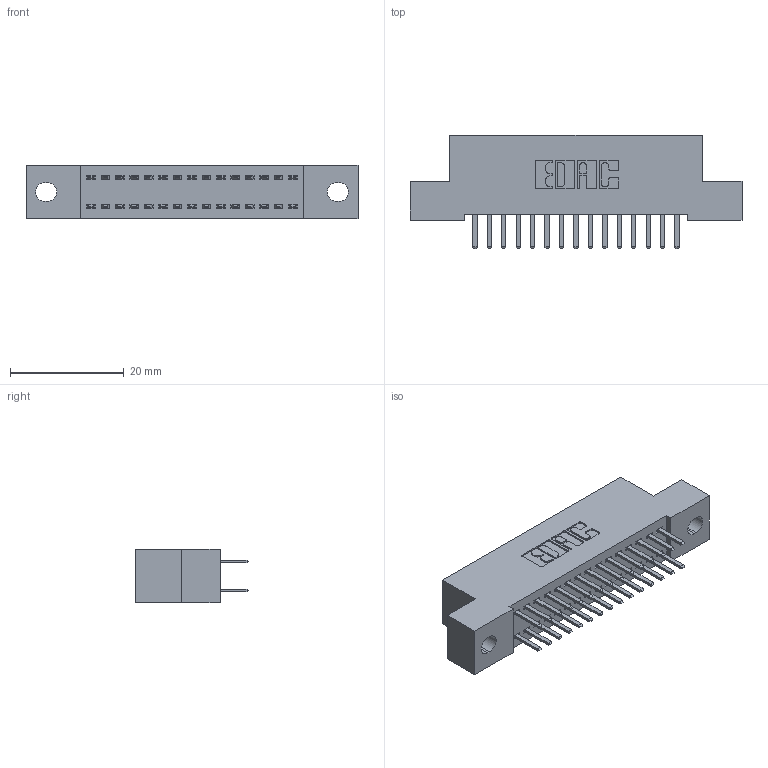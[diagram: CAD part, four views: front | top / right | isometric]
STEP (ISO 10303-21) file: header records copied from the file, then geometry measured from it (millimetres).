
FILE_DESCRIPTION (( 'STEP AP203' ), '1' );
FILE_NAME ('342-030-520-202.STEP', '2019-10-02T04:13:32', ( '' ), ( '' ), 'SwSTEP 2.0', 'SolidWorks 2016', '' );
FILE_SCHEMA (( 'CONFIG_CONTROL_DESIGN' ));
Length unit declared in the file: inch
Products named in the file (3): 342 Part_.128 Slot; 345-292-001_345-293-120; 342-030-520-202
Assembly tree (31 placements, depth 2):
  342-030-520-202
    342 Part_.128 Slot
    345-292-001_345-293-120  x30
Bounding box: 58.42 x 20.02 x 9.4 mm (x, y, z)
Volume: 5055.9 mm3; surface area: 7292.8 mm2
Topology: 31 solids, 31 shells, 1794 faces, 5201 edges, 3386 vertices
Faces by surface type: plane 1210, cylinder 584
Entity records: 13259 total; most frequent: CARTESIAN_POINT 2242, ORIENTED_EDGE 2166, DIRECTION 1951, EDGE_CURVE 1083, LINE 951, VECTOR 951, VERTEX_POINT 718, AXIS2_PLACEMENT_3D 500
